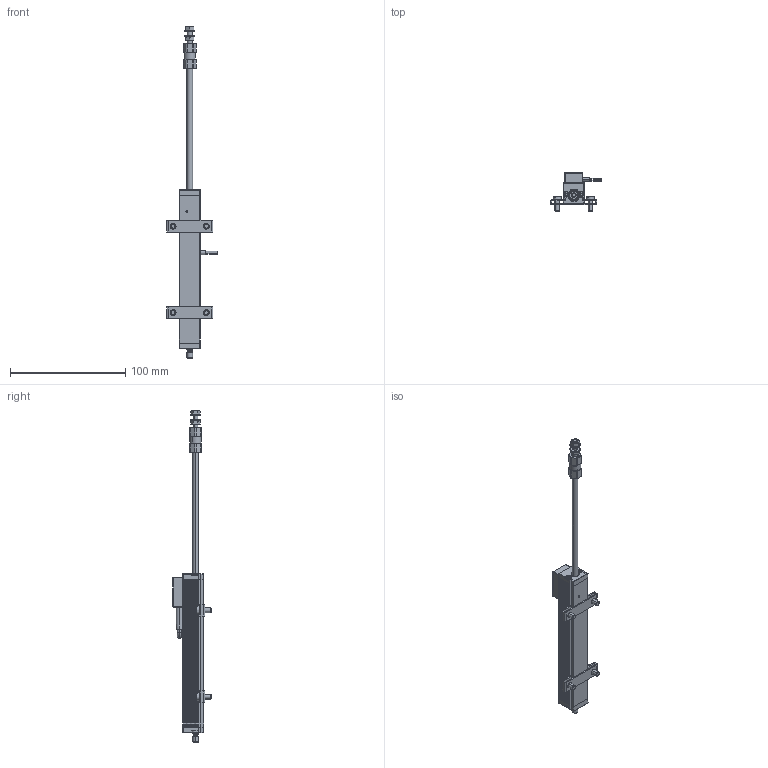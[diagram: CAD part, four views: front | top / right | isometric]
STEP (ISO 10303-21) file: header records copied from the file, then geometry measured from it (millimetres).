
FILE_DESCRIPTION (( 'STEP AP214' ), '1' );
FILE_NAME ('Wegaufnehmer mit Kabelanschluß.STEP', '2006-03-10T10:09:55', ( 'novotechnik' ), ( 'novotechnik' ), 'SwSTEP 2.0', 'SolidWorks 2005235', '' );
FILE_SCHEMA (( 'AUTOMOTIVE_DESIGN' ));
Length unit declared in the file: millimetre
Products named in the file (24): Wegaufnehmer mit Kabelanschluß; Zylinderschraube_Standard; Flansch_Standard; Anschlußkabel_T+TR_komplett_gebogenes Kabel; Haube_Standard; Gehäuse_Standard; Senkschraube_M2x10-4.8_verzinkt_Standard; DU-Buchse_Standard; Flansch_2_Standard; Gewindebolzen_Standard; Kupplungsbolzen_kpl._Standard; Kupplungslosteil_Standard<Für Zeichnung>; Kugel_Standard; Zugstange_T-100; Bewegungseinheit_Standard; Zylinderschraube_M4x10-4.8_verzinkt_Standard; Spannklammer_Einbauzustand; Sechskantmutter_M_4-8_verz._ISO_4032_Standard; Kupplungshülse_Standard; Zahnscheibe-_J_4,3-FST_verz._DIN_6797_Standard; Teilbaugruppe_Kupplungshülse_mit_Feder_Standard; Druckfeder,kegelich_Standard; Scheibe_4,3-HV_verzi._ISO_7090_Standard
Assembly tree (33 placements, depth 4):
  Wegaufnehmer mit Kabelanschluß
    Zylinderschraube_M4x10-4.8_verzinkt_Standard  x4
    Bewegungseinheit_Standard
      Flansch_Standard
      Zugstange_T-100
    Zylinderschraube_Standard  x4
    Spannklammer_Einbauzustand  x2
    Flansch_Standard  x2
      Flansch_2_Standard
      DU-Buchse_Standard
    Anschlußkabel_T+TR_komplett_gebogenes Kabel
    Kupplungslosteil_Standard<Für Zeichnung>
      Sechskantmutter_M_4-8_verz._ISO_4032_Standard  x2
      Scheibe_4,3-HV_verzi._ISO_7090_Standard  x2
      Zahnscheibe-_J_4,3-FST_verz._DIN_6797_Standard
      Kupplungsbolzen_kpl._Standard
        Kugel_Standard
        Gewindebolzen_Standard
      Teilbaugruppe_Kupplungshülse_mit_Feder_Standard
        Druckfeder,kegelich_Standard
        Kupplungshülse_Standard
    Gehäuse_Standard
    Haube_Standard
    Senkschraube_M2x10-4.8_verzinkt_Standard
Bounding box: 44.1 x 33 x 288 mm (x, y, z)
Volume: 55219.7 mm3; surface area: 29640.4 mm2
Topology: 29 solids, 29 shells, 1175 faces, 2791 edges, 1680 vertices
Faces by surface type: cylinder 551, plane 348, cone 150, torus 86, sphere 38, bspline 2
Entity records: 23846 total; most frequent: CARTESIAN_POINT 5133, DIRECTION 4038, ORIENTED_EDGE 3476, EDGE_CURVE 1738, AXIS2_PLACEMENT_3D 1639, VERTEX_POINT 1080, CIRCLE 874, EDGE_LOOP 788
